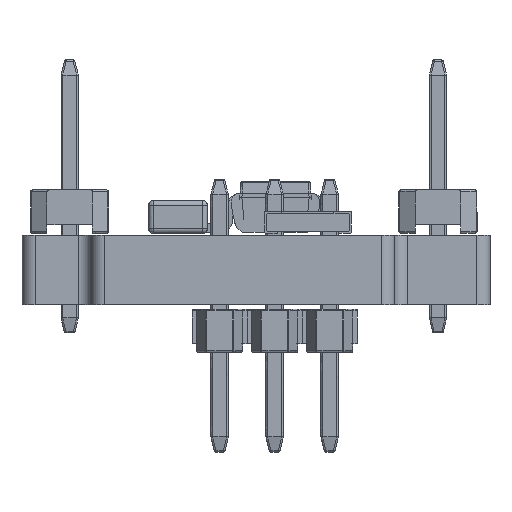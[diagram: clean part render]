
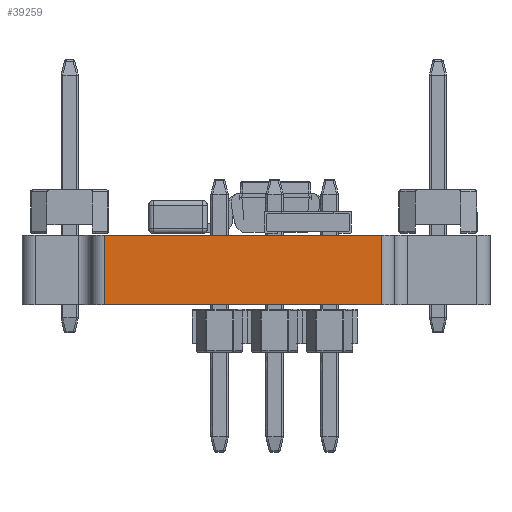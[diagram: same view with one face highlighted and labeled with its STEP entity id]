
A CAD part, left-side view. The second image highlights one B-rep face of the part: STEP entity #39259.
In plain terms, the highlighted planar face has unit normal (-1, 0, 0).
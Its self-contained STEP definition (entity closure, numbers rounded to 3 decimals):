
#37248 = PLANE('',#37249);
#37249 = AXIS2_PLACEMENT_3D('',#37250,#37251,#37252);
#37250 = CARTESIAN_POINT('',(-3.623,1.539,1.6));
#37251 = DIRECTION('',(0.,0.,1.));
#37252 = DIRECTION('',(1.,0.,-0.));
#37303 = PLANE('',#37304);
#37304 = AXIS2_PLACEMENT_3D('',#37305,#37306,#37307);
#37305 = CARTESIAN_POINT('',(-3.623,1.539,0.));
#37306 = DIRECTION('',(0.,0.,1.));
#37307 = DIRECTION('',(1.,0.,-0.));
#37525 = VERTEX_POINT('',#37526);
#37526 = CARTESIAN_POINT('',(-10.3,5.2,0.));
#37541 = CYLINDRICAL_SURFACE('',#37542,0.3);
#37542 = AXIS2_PLACEMENT_3D('',#37543,#37544,#37545);
#37543 = CARTESIAN_POINT('',(-10.,5.2,0.));
#37544 = DIRECTION('',(-0.,-0.,-1.));
#37545 = DIRECTION('',(1.,0.,-0.));
#37553 = EDGE_CURVE('',#37554,#37525,#37556,.T.);
#37554 = VERTEX_POINT('',#37555);
#37555 = CARTESIAN_POINT('',(-10.3,-1.2,0.));
#37556 = SURFACE_CURVE('',#37557,(#37561,#37568),.PCURVE_S1.);
#37557 = LINE('',#37558,#37559);
#37558 = CARTESIAN_POINT('',(-10.3,-1.2,0.));
#37559 = VECTOR('',#37560,1.);
#37560 = DIRECTION('',(0.,1.,0.));
#37561 = PCURVE('',#37303,#37562);
#37562 = DEFINITIONAL_REPRESENTATION('',(#37563),#37567);
#37563 = LINE('',#37564,#37565);
#37564 = CARTESIAN_POINT('',(-6.677,-2.739));
#37565 = VECTOR('',#37566,1.);
#37566 = DIRECTION('',(0.,1.));
#37567 = ( GEOMETRIC_REPRESENTATION_CONTEXT(2) 
PARAMETRIC_REPRESENTATION_CONTEXT() REPRESENTATION_CONTEXT('2D SPACE',''
  ) );
#37568 = PCURVE('',#37569,#37574);
#37569 = PLANE('',#37570);
#37570 = AXIS2_PLACEMENT_3D('',#37571,#37572,#37573);
#37571 = CARTESIAN_POINT('',(-10.3,-1.2,0.));
#37572 = DIRECTION('',(-1.,0.,0.));
#37573 = DIRECTION('',(0.,1.,0.));
#37574 = DEFINITIONAL_REPRESENTATION('',(#37575),#37579);
#37575 = LINE('',#37576,#37577);
#37576 = CARTESIAN_POINT('',(0.,0.));
#37577 = VECTOR('',#37578,1.);
#37578 = DIRECTION('',(1.,0.));
#37579 = ( GEOMETRIC_REPRESENTATION_CONTEXT(2) 
PARAMETRIC_REPRESENTATION_CONTEXT() REPRESENTATION_CONTEXT('2D SPACE',''
  ) );
#37598 = CYLINDRICAL_SURFACE('',#37599,0.3);
#37599 = AXIS2_PLACEMENT_3D('',#37600,#37601,#37602);
#37600 = CARTESIAN_POINT('',(-10.,-1.2,0.));
#37601 = DIRECTION('',(-0.,-0.,-1.));
#37602 = DIRECTION('',(1.,0.,-0.));
#38392 = VERTEX_POINT('',#38393);
#38393 = CARTESIAN_POINT('',(-10.3,5.2,1.6));
#38415 = EDGE_CURVE('',#38416,#38392,#38418,.T.);
#38416 = VERTEX_POINT('',#38417);
#38417 = CARTESIAN_POINT('',(-10.3,-1.2,1.6));
#38418 = SURFACE_CURVE('',#38419,(#38423,#38430),.PCURVE_S1.);
#38419 = LINE('',#38420,#38421);
#38420 = CARTESIAN_POINT('',(-10.3,-1.2,1.6));
#38421 = VECTOR('',#38422,1.);
#38422 = DIRECTION('',(0.,1.,0.));
#38423 = PCURVE('',#37248,#38424);
#38424 = DEFINITIONAL_REPRESENTATION('',(#38425),#38429);
#38425 = LINE('',#38426,#38427);
#38426 = CARTESIAN_POINT('',(-6.677,-2.739));
#38427 = VECTOR('',#38428,1.);
#38428 = DIRECTION('',(0.,1.));
#38429 = ( GEOMETRIC_REPRESENTATION_CONTEXT(2) 
PARAMETRIC_REPRESENTATION_CONTEXT() REPRESENTATION_CONTEXT('2D SPACE',''
  ) );
#38430 = PCURVE('',#37569,#38431);
#38431 = DEFINITIONAL_REPRESENTATION('',(#38432),#38436);
#38432 = LINE('',#38433,#38434);
#38433 = CARTESIAN_POINT('',(0.,-1.6));
#38434 = VECTOR('',#38435,1.);
#38435 = DIRECTION('',(1.,0.));
#38436 = ( GEOMETRIC_REPRESENTATION_CONTEXT(2) 
PARAMETRIC_REPRESENTATION_CONTEXT() REPRESENTATION_CONTEXT('2D SPACE',''
  ) );
#39211 = EDGE_CURVE('',#37525,#38392,#39212,.T.);
#39212 = SURFACE_CURVE('',#39213,(#39217,#39224),.PCURVE_S1.);
#39213 = LINE('',#39214,#39215);
#39214 = CARTESIAN_POINT('',(-10.3,5.2,0.));
#39215 = VECTOR('',#39216,1.);
#39216 = DIRECTION('',(0.,0.,1.));
#39217 = PCURVE('',#37541,#39218);
#39218 = DEFINITIONAL_REPRESENTATION('',(#39219),#39223);
#39219 = LINE('',#39220,#39221);
#39220 = CARTESIAN_POINT('',(-3.142,0.));
#39221 = VECTOR('',#39222,1.);
#39222 = DIRECTION('',(-0.,-1.));
#39223 = ( GEOMETRIC_REPRESENTATION_CONTEXT(2) 
PARAMETRIC_REPRESENTATION_CONTEXT() REPRESENTATION_CONTEXT('2D SPACE',''
  ) );
#39224 = PCURVE('',#37569,#39225);
#39225 = DEFINITIONAL_REPRESENTATION('',(#39226),#39230);
#39226 = LINE('',#39227,#39228);
#39227 = CARTESIAN_POINT('',(6.4,0.));
#39228 = VECTOR('',#39229,1.);
#39229 = DIRECTION('',(0.,-1.));
#39230 = ( GEOMETRIC_REPRESENTATION_CONTEXT(2) 
PARAMETRIC_REPRESENTATION_CONTEXT() REPRESENTATION_CONTEXT('2D SPACE',''
  ) );
#39259 = ADVANCED_FACE('',(#39260),#37569,.T.);
#39260 = FACE_BOUND('',#39261,.T.);
#39261 = EDGE_LOOP('',(#39262,#39283,#39284,#39285));
#39262 = ORIENTED_EDGE('',*,*,#39263,.T.);
#39263 = EDGE_CURVE('',#37554,#38416,#39264,.T.);
#39264 = SURFACE_CURVE('',#39265,(#39269,#39276),.PCURVE_S1.);
#39265 = LINE('',#39266,#39267);
#39266 = CARTESIAN_POINT('',(-10.3,-1.2,0.));
#39267 = VECTOR('',#39268,1.);
#39268 = DIRECTION('',(0.,0.,1.));
#39269 = PCURVE('',#37569,#39270);
#39270 = DEFINITIONAL_REPRESENTATION('',(#39271),#39275);
#39271 = LINE('',#39272,#39273);
#39272 = CARTESIAN_POINT('',(0.,0.));
#39273 = VECTOR('',#39274,1.);
#39274 = DIRECTION('',(0.,-1.));
#39275 = ( GEOMETRIC_REPRESENTATION_CONTEXT(2) 
PARAMETRIC_REPRESENTATION_CONTEXT() REPRESENTATION_CONTEXT('2D SPACE',''
  ) );
#39276 = PCURVE('',#37598,#39277);
#39277 = DEFINITIONAL_REPRESENTATION('',(#39278),#39282);
#39278 = LINE('',#39279,#39280);
#39279 = CARTESIAN_POINT('',(-3.142,0.));
#39280 = VECTOR('',#39281,1.);
#39281 = DIRECTION('',(-0.,-1.));
#39282 = ( GEOMETRIC_REPRESENTATION_CONTEXT(2) 
PARAMETRIC_REPRESENTATION_CONTEXT() REPRESENTATION_CONTEXT('2D SPACE',''
  ) );
#39283 = ORIENTED_EDGE('',*,*,#38415,.T.);
#39284 = ORIENTED_EDGE('',*,*,#39211,.F.);
#39285 = ORIENTED_EDGE('',*,*,#37553,.F.);
